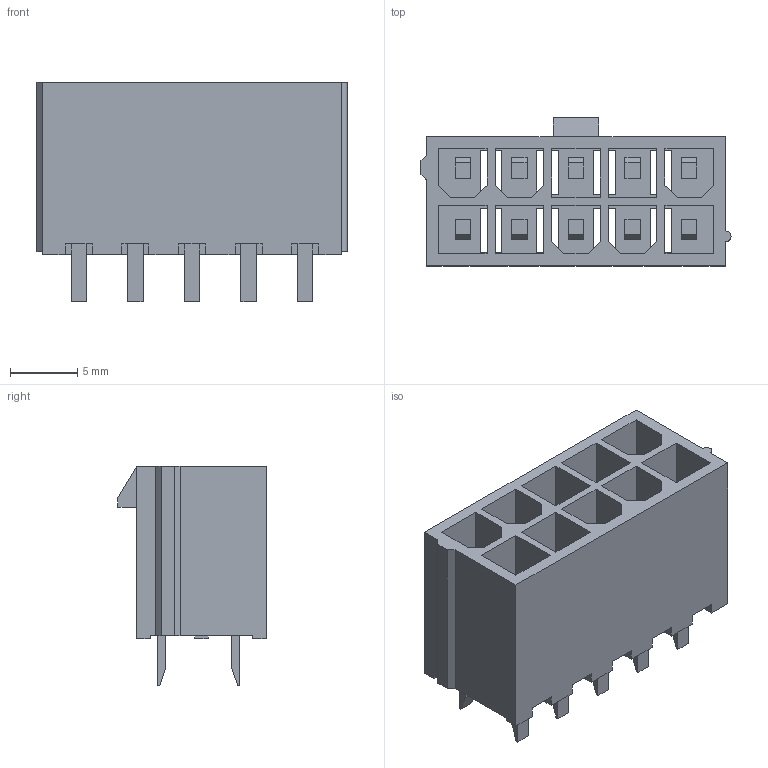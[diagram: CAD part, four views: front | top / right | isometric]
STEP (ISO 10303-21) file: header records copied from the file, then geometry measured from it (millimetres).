
FILE_DESCRIPTION(('FreeCAD Model'),'2;1');
FILE_NAME('039293106.step','2017-10-18T22:16:30',( 'kicad StepUp'),('ksu MCAD'),'Open CASCADE STEP processor 6.8', 'FreeCAD','Unknown');
FILE_SCHEMA(('AUTOMOTIVE_DESIGN_CC2 { 1 2 10303 214 -1 1 5 4 }'));
Length unit declared in the file: millimetre
Products named in the file (1): 039293106
Bounding box: 23 x 11 x 16.3 mm (x, y, z)
Volume: 1474.4 mm3; surface area: 3189.9 mm2
Topology: 1 solids, 1 shells, 293 faces, 869 edges, 576 vertices
Faces by surface type: plane 292, cylinder 1
Entity records: 23100 total; most frequent: CARTESIAN_POINT 3579, DIRECTION 3192, LINE 2599, VECTOR 2599, ORIENTED_EDGE 1738, PCURVE 1738, DEFINITIONAL_REPRESENTATION 1738, EDGE_CURVE 869
